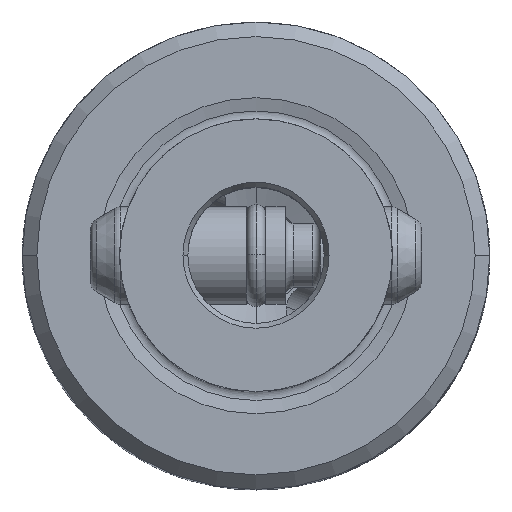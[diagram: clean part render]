
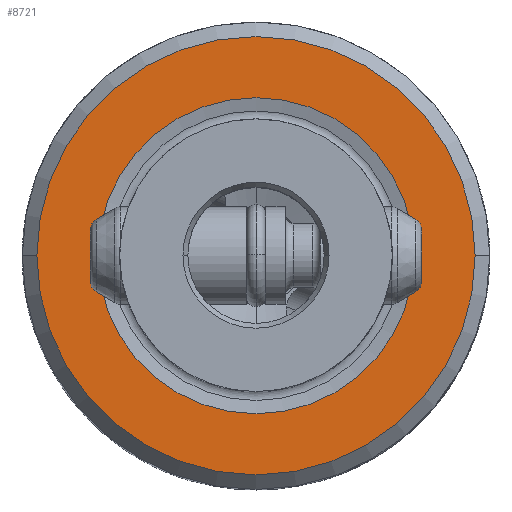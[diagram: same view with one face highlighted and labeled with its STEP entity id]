
A CAD part, top view. The second image highlights one B-rep face of the part: STEP entity #8721.
In plain terms, the highlighted planar face has unit normal (0, 0, 1).
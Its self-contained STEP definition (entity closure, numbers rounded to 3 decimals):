
#4581=VERTEX_POINT('NONE',#11746);
#4707=EDGE_CURVE('NONE',#4581,#7751,#11892,.F.);
#5829=VERTEX_POINT('NONE',#13121);
#6195=VERTEX_POINT('NONE',#13535);
#6743=EDGE_CURVE('NONE',#5829,#6195,#14131,.F.);
#7751=VERTEX_POINT('NONE',#15246);
#7987=EDGE_CURVE('NONE',#6195,#5829,#15498,.T.);
#8721=ADVANCED_FACE('NONE',(#16291,#16292),#16293,.F.);
#8809=EDGE_CURVE('NONE',#7751,#4581,#16389,.T.);
#11746=CARTESIAN_POINT('',(8.112,0.,0.));
#11892=CIRCLE('',#25168,8.112);
#13121=CARTESIAN_POINT('',(-11.25,0.,0.));
#13535=CARTESIAN_POINT('',(11.25,0.,0.));
#14131=CIRCLE('',#36241,11.25);
#15246=CARTESIAN_POINT('',(-8.112,0.,0.));
#15498=CIRCLE('',#43533,11.25);
#16291=FACE_OUTER_BOUND('',#47012,.T.);
#16292=FACE_BOUND('',#47013,.T.);
#16293=PLANE('',#47014);
#16389=CIRCLE('',#47586,8.112);
#25168=AXIS2_PLACEMENT_3D('',#58576,#58577,#58578);
#36241=AXIS2_PLACEMENT_3D('',#60923,#60924,#60925);
#43533=AXIS2_PLACEMENT_3D('',#62400,#62401,#62402);
#47012=EDGE_LOOP('',(#63120,#63121));
#47013=EDGE_LOOP('',(#63122,#63123));
#47014=AXIS2_PLACEMENT_3D('',#63124,#63125,#63126);
#47586=AXIS2_PLACEMENT_3D('',#63227,#63228,#63229);
#58576=CARTESIAN_POINT('',(0.,0.,0.));
#58577=DIRECTION('',(0.,0.,-1.0));
#58578=DIRECTION('',(1.0,0.,0.0));
#60923=CARTESIAN_POINT('',(0.,0.,0.));
#60924=DIRECTION('',(0.,0.,-1.0));
#60925=DIRECTION('',(-1.0,0.,0.0));
#62400=CARTESIAN_POINT('',(0.,0.,0.));
#62401=DIRECTION('',(0.,0.,1.0));
#62402=DIRECTION('',(-1.0,0.,0.0));
#63120=ORIENTED_EDGE('',*,*,#6743,.T.);
#63121=ORIENTED_EDGE('',*,*,#7987,.T.);
#63122=ORIENTED_EDGE('',*,*,#4707,.F.);
#63123=ORIENTED_EDGE('',*,*,#8809,.F.);
#63124=CARTESIAN_POINT('',(0.,7.0,0.));
#63125=DIRECTION('',(0.,0.,-1.0));
#63126=DIRECTION('',(1.0,0.,0.));
#63227=CARTESIAN_POINT('',(0.,0.,0.));
#63228=DIRECTION('',(0.,0.,1.0));
#63229=DIRECTION('',(1.0,0.,0.0));
